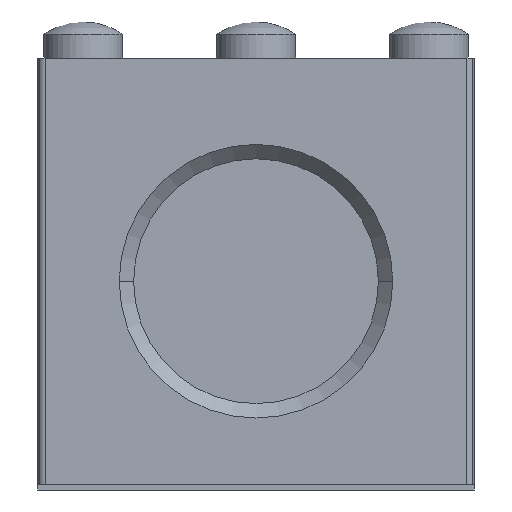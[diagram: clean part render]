
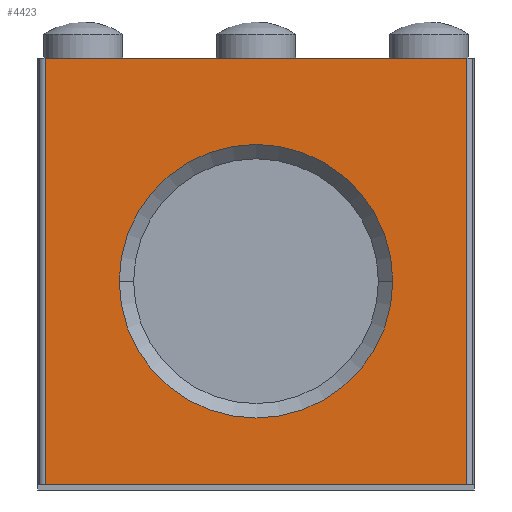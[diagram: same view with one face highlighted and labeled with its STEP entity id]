
A CAD part, front view. The second image highlights one B-rep face of the part: STEP entity #4423.
In plain terms, the highlighted planar face has unit normal (0, -1, 0).
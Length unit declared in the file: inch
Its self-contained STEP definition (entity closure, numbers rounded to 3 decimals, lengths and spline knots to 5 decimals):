
#104 = EDGE_CURVE ( 'NONE', #7178, #8749, #2290, .T. ) ;
#155 = DIRECTION ( 'NONE',  ( 1., 0., 0. ) ) ;
#164 = EDGE_CURVE ( 'NONE', #4878, #3591, #8704, .T. ) ;
#333 = EDGE_CURVE ( 'NONE', #8126, #1701, #5341, .T. ) ;
#479 = DIRECTION ( 'NONE',  ( -1., 0., 0. ) ) ;
#553 = CARTESIAN_POINT ( 'NONE',  ( -0.37402, -2.14567, 0.57087 ) ) ;
#774 = VECTOR ( 'NONE', #1117, 39.37008 ) ;
#1017 = DIRECTION ( 'NONE',  ( 0., 0., 1. ) ) ;
#1117 = DIRECTION ( 'NONE',  ( -1., 0., 0. ) ) ;
#1244 = EDGE_CURVE ( 'NONE', #3591, #4878, #2070, .T. ) ;
#1359 = VERTEX_POINT ( 'NONE', #9031 ) ;
#1361 = ORIENTED_EDGE ( 'NONE', *, *, #104, .T. ) ;
#1493 = DIRECTION ( 'NONE',  ( 1., 0., 0. ) ) ;
#1653 = ORIENTED_EDGE ( 'NONE', *, *, #3437, .F. ) ;
#1701 = VERTEX_POINT ( 'NONE', #5201 ) ;
#2052 = VERTEX_POINT ( 'NONE', #4273 ) ;
#2059 = CARTESIAN_POINT ( 'NONE',  ( 0.59646, -2.14567, 0. ) ) ;
#2070 = CIRCLE ( 'NONE', #3605, 0.37402 ) ;
#2144 = PLANE ( 'NONE',  #8853 ) ;
#2186 = DIRECTION ( 'NONE',  ( 0., 1., 0. ) ) ;
#2290 = LINE ( 'NONE', #9003, #4063 ) ;
#2685 = VECTOR ( 'NONE', #479, 39.37008 ) ;
#2715 = ORIENTED_EDGE ( 'NONE', *, *, #164, .T. ) ;
#2738 = CARTESIAN_POINT ( 'NONE',  ( -0.47244, -2.14567, 1.1811 ) ) ;
#2951 = EDGE_CURVE ( 'NONE', #2052, #1359, #4407, .T. ) ;
#3102 = VECTOR ( 'NONE', #155, 39.37008 ) ;
#3272 = CARTESIAN_POINT ( 'NONE',  ( -0.57677, -2.14567, 0.01575 ) ) ;
#3317 = VECTOR ( 'NONE', #1017, 39.37008 ) ;
#3437 = EDGE_CURVE ( 'NONE', #2052, #1701, #7706, .T. ) ;
#3591 = VERTEX_POINT ( 'NONE', #553 ) ;
#3605 = AXIS2_PLACEMENT_3D ( 'NONE', #6657, #2186, #9517 ) ;
#3812 = EDGE_CURVE ( 'NONE', #1359, #7178, #5650, .T. ) ;
#4028 = ORIENTED_EDGE ( 'NONE', *, *, #4738, .F. ) ;
#4053 = ORIENTED_EDGE ( 'NONE', *, *, #1244, .T. ) ;
#4063 = VECTOR ( 'NONE', #4562, 39.37008 ) ;
#4090 = CARTESIAN_POINT ( 'NONE',  ( 0.57677, -2.14567, 1.1811 ) ) ;
#4113 = EDGE_LOOP ( 'NONE', ( #6093, #1653, #8037, #9004, #1361, #4028 ) ) ;
#4273 = CARTESIAN_POINT ( 'NONE',  ( 0.57677, -2.14567, 1.1811 ) ) ;
#4407 = LINE ( 'NONE', #5686, #774 ) ;
#4423 = ADVANCED_FACE ( 'NONE', ( #5176, #5669 ), #2144, .T. ) ;
#4562 = DIRECTION ( 'NONE',  ( -1., 0., 0. ) ) ;
#4617 = CARTESIAN_POINT ( 'NONE',  ( -0.57677, -2.14567, 0.01575 ) ) ;
#4738 = EDGE_CURVE ( 'NONE', #8126, #8749, #9228, .T. ) ;
#4739 = CARTESIAN_POINT ( 'NONE',  ( -0.57677, -2.14567, 0.01575 ) ) ;
#4861 = CARTESIAN_POINT ( 'NONE',  ( 0.47244, -2.14567, 1.1811 ) ) ;
#4878 = VERTEX_POINT ( 'NONE', #5045 ) ;
#5045 = CARTESIAN_POINT ( 'NONE',  ( 0.37402, -2.14567, 0.57087 ) ) ;
#5176 = FACE_BOUND ( 'NONE', #9609, .T. ) ;
#5201 = CARTESIAN_POINT ( 'NONE',  ( 0.57677, -2.14567, 0.01575 ) ) ;
#5341 = LINE ( 'NONE', #4617, #3102 ) ;
#5650 = LINE ( 'NONE', #4861, #2685 ) ;
#5669 = FACE_OUTER_BOUND ( 'NONE', #4113, .T. ) ;
#5686 = CARTESIAN_POINT ( 'NONE',  ( 0.57677, -2.14567, 1.1811 ) ) ;
#6093 = ORIENTED_EDGE ( 'NONE', *, *, #333, .T. ) ;
#6657 = CARTESIAN_POINT ( 'NONE',  ( 0., -2.14567, 0.57087 ) ) ;
#6905 = VECTOR ( 'NONE', #9301, 39.37008 ) ;
#7136 = CARTESIAN_POINT ( 'NONE',  ( -0.57677, -2.14567, 1.1811 ) ) ;
#7178 = VERTEX_POINT ( 'NONE', #2738 ) ;
#7253 = DIRECTION ( 'NONE',  ( 0., 1., 0. ) ) ;
#7529 = AXIS2_PLACEMENT_3D ( 'NONE', #8109, #7253, #1493 ) ;
#7706 = LINE ( 'NONE', #4090, #6905 ) ;
#8037 = ORIENTED_EDGE ( 'NONE', *, *, #2951, .T. ) ;
#8039 = DIRECTION ( 'NONE',  ( 0., -1., 0. ) ) ;
#8109 = CARTESIAN_POINT ( 'NONE',  ( 0., -2.14567, 0.57087 ) ) ;
#8126 = VERTEX_POINT ( 'NONE', #3272 ) ;
#8704 = CIRCLE ( 'NONE', #7529, 0.37402 ) ;
#8749 = VERTEX_POINT ( 'NONE', #7136 ) ;
#8853 = AXIS2_PLACEMENT_3D ( 'NONE', #2059, #8039, #9537 ) ;
#9003 = CARTESIAN_POINT ( 'NONE',  ( -0.47244, -2.14567, 1.1811 ) ) ;
#9004 = ORIENTED_EDGE ( 'NONE', *, *, #3812, .T. ) ;
#9031 = CARTESIAN_POINT ( 'NONE',  ( 0.47244, -2.14567, 1.1811 ) ) ;
#9228 = LINE ( 'NONE', #4739, #3317 ) ;
#9301 = DIRECTION ( 'NONE',  ( 0., 0., -1. ) ) ;
#9517 = DIRECTION ( 'NONE',  ( 1., 0., 0. ) ) ;
#9537 = DIRECTION ( 'NONE',  ( 0., 0., -1. ) ) ;
#9609 = EDGE_LOOP ( 'NONE', ( #2715, #4053 ) ) ;
